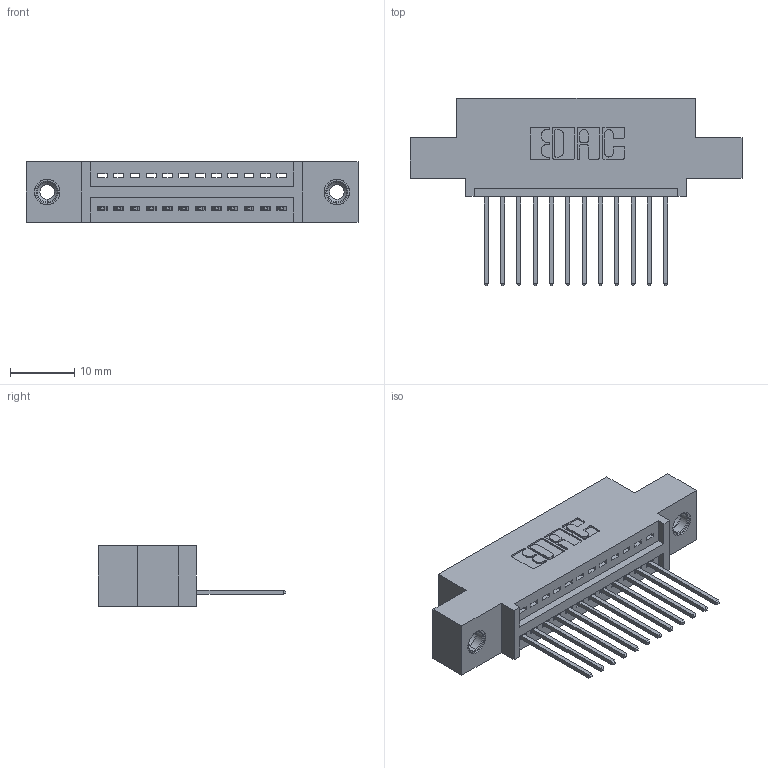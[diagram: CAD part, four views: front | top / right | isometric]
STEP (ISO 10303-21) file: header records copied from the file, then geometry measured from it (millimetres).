
FILE_DESCRIPTION (( 'STEP AP203' ), '1' );
FILE_NAME ('345-012-540-408.STEP', '2019-10-04T01:50:06', ( '' ), ( '' ), 'SwSTEP 2.0', 'SolidWorks 2016', '' );
FILE_SCHEMA (( 'CONFIG_CONTROL_DESIGN' ));
Length unit declared in the file: inch
Products named in the file (4): 345-250-001_345-250-003-102; 345 Part_0.110 Offset - 0.156 Dia-TI; 345-012-540-408; 345-292-001_345-293-140
Assembly tree (15 placements, depth 2):
  345-012-540-408
    345 Part_0.110 Offset - 0.156 Dia-TI
    345-292-001_345-293-140  x12
    345-250-001_345-250-003-102  x2
Bounding box: 51.69 x 29.13 x 9.4 mm (x, y, z)
Volume: 4600.1 mm3; surface area: 5923.3 mm2
Topology: 15 solids, 15 shells, 886 faces, 2601 edges, 1710 vertices
Faces by surface type: plane 596, cylinder 274, cone 12, torus 4
Entity records: 14406 total; most frequent: CARTESIAN_POINT 2479, ORIENTED_EDGE 2418, DIRECTION 2235, EDGE_CURVE 1209, VECTOR 1009, LINE 1009, VERTEX_POINT 800, AXIS2_PLACEMENT_3D 613
